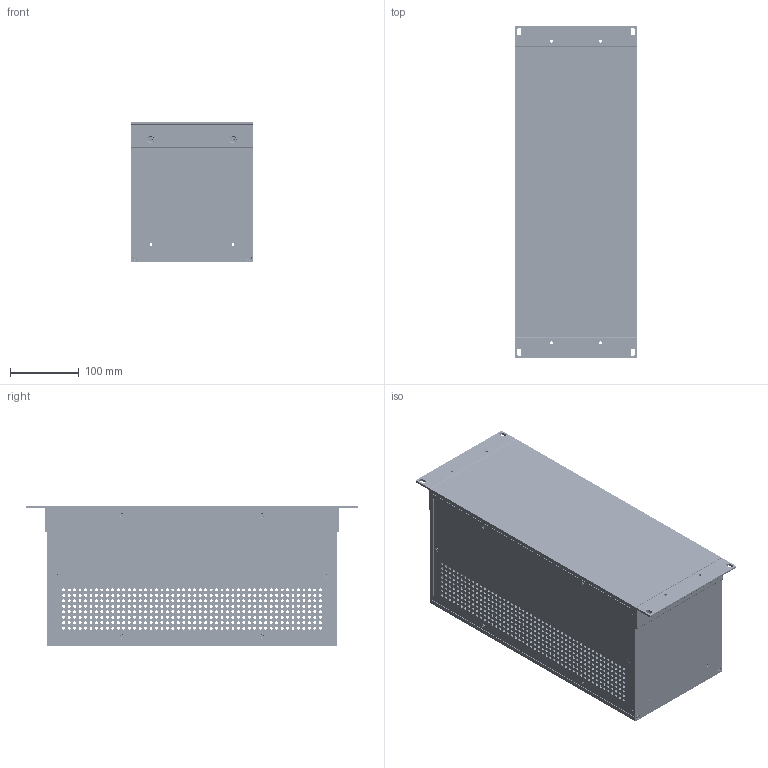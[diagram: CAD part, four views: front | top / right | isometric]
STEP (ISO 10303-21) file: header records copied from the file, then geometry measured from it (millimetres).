
FILE_DESCRIPTION (( 'STEP AP214' ), '1' );
FILE_NAME ('RM4U1908VBK.STEP', '2021-09-11T12:58:24', ( '' ), ( '' ), 'SwSTEP 2.0', 'SolidWorks 2021', '' );
FILE_SCHEMA (( 'AUTOMOTIVE_DESIGN' ));
Length unit declared in the file: inch
Products named in the file (1): RM4U1908VBK
Bounding box: 177.05 x 482.61 x 203.2 mm (x, y, z)
Volume: 1126663.6 mm3; surface area: 890839.5 mm2
Topology: 44 solids, 44 shells, 1972 faces, 5568 edges, 3692 vertices
Faces by surface type: cylinder 976, plane 564, cone 336, bspline 96
Full cylindrical faces by diameter (mm): 2.5 x12, 2.845 x12, 3.5 x8, 3.505 x8, 3.962 x8, 3.988 x4, 4 x12, 4.2 x4, 4.3 x20, 4.32 x768, 4.826 x4, 5 x4, 5.429 x12, 6.045 x8, 8.458 x4
Entity records: 92077 total; most frequent: CARTESIAN_POINT 16233, DIRECTION 9606, ORIENTED_EDGE 8952, EDGE_LOOP 4644, EDGE_CURVE 4476, AXIS2_PLACEMENT_3D 4213, VERTEX_POINT 3576, FACE_OUTER_BOUND 2860
